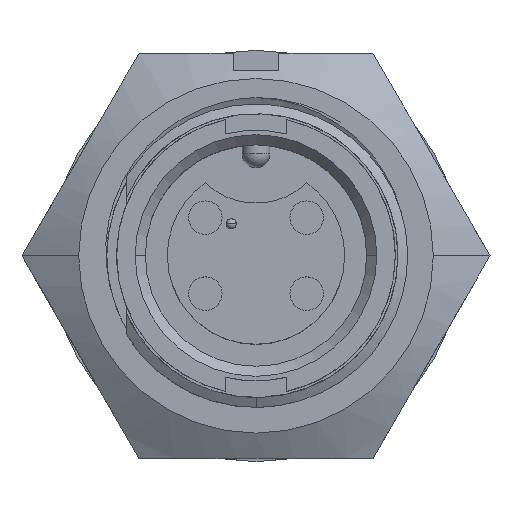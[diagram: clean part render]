
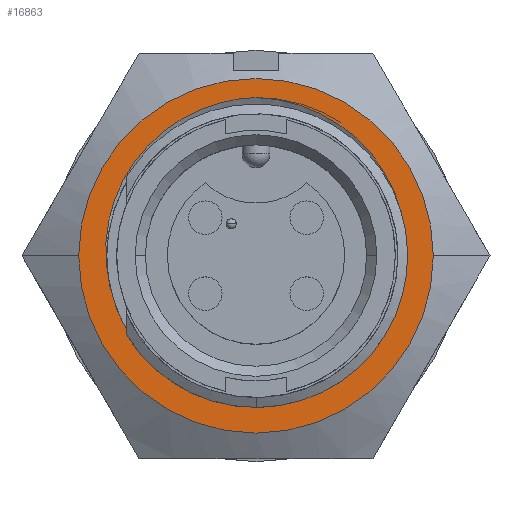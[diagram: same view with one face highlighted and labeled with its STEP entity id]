
A CAD part, top view. The second image highlights one B-rep face of the part: STEP entity #16863.
In plain terms, the highlighted planar face has unit normal (0, 0, 1).
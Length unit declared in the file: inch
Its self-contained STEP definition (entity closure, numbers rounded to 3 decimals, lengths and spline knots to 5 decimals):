
#23 = B_SPLINE_CURVE_WITH_KNOTS ( 'NONE', 3,
 ( #167, #168, #169, #170, #171, #172, #173, #174, #175, #176, #177, #178, #179, #180, #181, #182, #183, #184, #185, #186 ),
 .UNSPECIFIED., .F., .F.,
 ( 4, 2, 2, 2, 2, 2, 2, 2, 2, 4 ),
 ( 0., 0.00086, 0.00171, 0.00343, 0.00514, 0.00685, 0.00856, 0.01028, 0.01199, 0.0137 ),
 .UNSPECIFIED. ) ;
#52 = B_SPLINE_CURVE_WITH_KNOTS ( 'NONE', 3,
 ( #526, #527, #528, #529, #530, #531, #532, #533, #534, #535, #536, #537, #538, #539, #540, #541, #542, #543, #544, #545 ),
 .UNSPECIFIED., .F., .F.,
 ( 4, 2, 2, 2, 2, 2, 2, 2, 2, 4 ),
 ( 0., 0.00086, 0.00171, 0.00343, 0.00514, 0.00685, 0.00856, 0.01028, 0.01199, 0.0137 ),
 .UNSPECIFIED. ) ;
#167 = CARTESIAN_POINT ( 'NONE',  ( 0., 0.3125, -0.32 ) ) ;
#168 = CARTESIAN_POINT ( 'NONE',  ( 0.01126, 0.31215, -0.32 ) ) ;
#169 = CARTESIAN_POINT ( 'NONE',  ( 0.02246, 0.31119, -0.32 ) ) ;
#170 = CARTESIAN_POINT ( 'NONE',  ( 0.04473, 0.30804, -0.32 ) ) ;
#171 = CARTESIAN_POINT ( 'NONE',  ( 0.0558, 0.30585, -0.32 ) ) ;
#172 = CARTESIAN_POINT ( 'NONE',  ( 0.08828, 0.29757, -0.32 ) ) ;
#173 = CARTESIAN_POINT ( 'NONE',  ( 0.1092, 0.28976, -0.32 ) ) ;
#174 = CARTESIAN_POINT ( 'NONE',  ( 0.14943, 0.26947, -0.32 ) ) ;
#175 = CARTESIAN_POINT ( 'NONE',  ( 0.16807, 0.25734, -0.32 ) ) ;
#176 = CARTESIAN_POINT ( 'NONE',  ( 0.20255, 0.22923, -0.32 ) ) ;
#177 = CARTESIAN_POINT ( 'NONE',  ( 0.21849, 0.2131, -0.32 ) ) ;
#178 = CARTESIAN_POINT ( 'NONE',  ( 0.24626, 0.1778, -0.32 ) ) ;
#179 = CARTESIAN_POINT ( 'NONE',  ( 0.25816, 0.15857, -0.32 ) ) ;
#180 = CARTESIAN_POINT ( 'NONE',  ( 0.27742, 0.11786, -0.32 ) ) ;
#181 = CARTESIAN_POINT ( 'NONE',  ( 0.28463, 0.09675, -0.32 ) ) ;
#182 = CARTESIAN_POINT ( 'NONE',  ( 0.2943, 0.05334, -0.32 ) ) ;
#183 = CARTESIAN_POINT ( 'NONE',  ( 0.29673, 0.03074, -0.32 ) ) ;
#184 = CARTESIAN_POINT ( 'NONE',  ( 0.29654, -0.01383, -0.32 ) ) ;
#185 = CARTESIAN_POINT ( 'NONE',  ( 0.29395, -0.03594, -0.32 ) ) ;
#186 = CARTESIAN_POINT ( 'NONE',  ( 0.28876, -0.05788, -0.32 ) ) ;
#526 = CARTESIAN_POINT ( 'NONE',  ( -0.28876, -0.05788, -0.32 ) ) ;
#527 = CARTESIAN_POINT ( 'NONE',  ( -0.29136, -0.04691, -0.32 ) ) ;
#528 = CARTESIAN_POINT ( 'NONE',  ( -0.29331, -0.03584, -0.32 ) ) ;
#529 = CARTESIAN_POINT ( 'NONE',  ( -0.29594, -0.01351, -0.32 ) ) ;
#530 = CARTESIAN_POINT ( 'NONE',  ( -0.2966, -0.00224, -0.32 ) ) ;
#531 = CARTESIAN_POINT ( 'NONE',  ( -0.2967, 0.03127, -0.32 ) ) ;
#532 = CARTESIAN_POINT ( 'NONE',  ( -0.2943, 0.05346, -0.32 ) ) ;
#533 = CARTESIAN_POINT ( 'NONE',  ( -0.28445, 0.09743, -0.32 ) ) ;
#534 = CARTESIAN_POINT ( 'NONE',  ( -0.27717, 0.11846, -0.32 ) ) ;
#535 = CARTESIAN_POINT ( 'NONE',  ( -0.25809, 0.15867, -0.32 ) ) ;
#536 = CARTESIAN_POINT ( 'NONE',  ( -0.24611, 0.178, -0.32 ) ) ;
#537 = CARTESIAN_POINT ( 'NONE',  ( -0.21858, 0.21298, -0.32 ) ) ;
#538 = CARTESIAN_POINT ( 'NONE',  ( -0.20298, 0.22885, -0.32 ) ) ;
#539 = CARTESIAN_POINT ( 'NONE',  ( -0.16811, 0.25734, -0.32 ) ) ;
#540 = CARTESIAN_POINT ( 'NONE',  ( -0.14941, 0.26946, -0.32 ) ) ;
#541 = CARTESIAN_POINT ( 'NONE',  ( -0.10971, 0.28953, -0.32 ) ) ;
#542 = CARTESIAN_POINT ( 'NONE',  ( -0.0885, 0.29751, -0.32 ) ) ;
#543 = CARTESIAN_POINT ( 'NONE',  ( -0.04496, 0.30862, -0.32 ) ) ;
#544 = CARTESIAN_POINT ( 'NONE',  ( -0.02252, 0.3118, -0.32 ) ) ;
#545 = CARTESIAN_POINT ( 'NONE',  ( 0., 0.3125, -0.32 ) ) ;
#1992 = AXIS2_PLACEMENT_3D ( 'NONE', #18391, #18392, #18393 ) ;
#1997 = AXIS2_PLACEMENT_3D ( 'NONE', #18597, #18598, #18599 ) ;
#2010 = AXIS2_PLACEMENT_3D ( 'NONE', #18528, #18529, #18530 ) ;
#2329 = FACE_BOUND ( 'NONE', #7449, .T. ) ;
#5951 = PLANE ( 'NONE',  #16298 ) ;
#5952 = CARTESIAN_POINT ( 'NONE',  ( -0.23094, -0.4, -0.32 ) ) ;
#5953 = DIRECTION ( 'NONE',  ( 0., 0., -1. ) ) ;
#5954 = DIRECTION ( 'NONE',  ( -1., 0., 0. ) ) ;
#7409 = ORIENTED_EDGE ( 'NONE', *, *, #13386, .T. ) ;
#7449 = EDGE_LOOP ( 'NONE', ( #7460, #7409, #7461 ) ) ;
#7450 = ORIENTED_EDGE ( 'NONE', *, *, #13093, .F. ) ;
#7460 = ORIENTED_EDGE ( 'NONE', *, *, #13539, .T. ) ;
#7461 = ORIENTED_EDGE ( 'NONE', *, *, #13151, .F. ) ;
#7500 = EDGE_LOOP ( 'NONE', ( #7450, #7580 ) ) ;
#7580 = ORIENTED_EDGE ( 'NONE', *, *, #13182, .F. ) ;
#13093 = EDGE_CURVE ( 'NONE', #17663, #17657, #17340, .T. ) ;
#13151 = EDGE_CURVE ( 'NONE', #17794, #17753, #17310, .T. ) ;
#13182 = EDGE_CURVE ( 'NONE', #17657, #17663, #17191, .T. ) ;
#13386 = EDGE_CURVE ( 'NONE', #17646, #17753, #23, .T. ) ;
#13539 = EDGE_CURVE ( 'NONE', #17794, #17646, #52, .T. ) ;
#15849 = CARTESIAN_POINT ( 'NONE',  ( 0., 0.3125, -0.32 ) ) ;
#15859 = CARTESIAN_POINT ( 'NONE',  ( 0.35, 0., -0.32 ) ) ;
#15865 = CARTESIAN_POINT ( 'NONE',  ( -0.35, 0., -0.32 ) ) ;
#15947 = CARTESIAN_POINT ( 'NONE',  ( 0.28876, -0.05788, -0.32 ) ) ;
#15988 = CARTESIAN_POINT ( 'NONE',  ( -0.28876, -0.05788, -0.32 ) ) ;
#16292 = FACE_OUTER_BOUND ( 'NONE', #7500, .T. ) ;
#16298 = AXIS2_PLACEMENT_3D ( 'NONE', #5952, #5953, #5954 ) ;
#16863 = ADVANCED_FACE ( 'NONE', ( #2329, #16292 ), #5951, .F. ) ;
#17191 = CIRCLE ( 'NONE', #1997, 0.35 ) ;
#17310 = CIRCLE ( 'NONE', #2010, 0.2945 ) ;
#17340 = CIRCLE ( 'NONE', #1992, 0.35 ) ;
#17646 = VERTEX_POINT ( 'NONE', #15849 ) ;
#17657 = VERTEX_POINT ( 'NONE', #15859 ) ;
#17663 = VERTEX_POINT ( 'NONE', #15865 ) ;
#17753 = VERTEX_POINT ( 'NONE', #15947 ) ;
#17794 = VERTEX_POINT ( 'NONE', #15988 ) ;
#18391 = CARTESIAN_POINT ( 'NONE',  ( 0., 0., -0.32 ) ) ;
#18392 = DIRECTION ( 'NONE',  ( 0., 0., -1. ) ) ;
#18393 = DIRECTION ( 'NONE',  ( -1., 0., 0. ) ) ;
#18528 = CARTESIAN_POINT ( 'NONE',  ( 0., 0., -0.32 ) ) ;
#18529 = DIRECTION ( 'NONE',  ( 0., 0., 1. ) ) ;
#18530 = DIRECTION ( 'NONE',  ( 1., 0., 0. ) ) ;
#18597 = CARTESIAN_POINT ( 'NONE',  ( 0., 0., -0.32 ) ) ;
#18598 = DIRECTION ( 'NONE',  ( 0., 0., -1. ) ) ;
#18599 = DIRECTION ( 'NONE',  ( -1., 0., 0. ) ) ;
